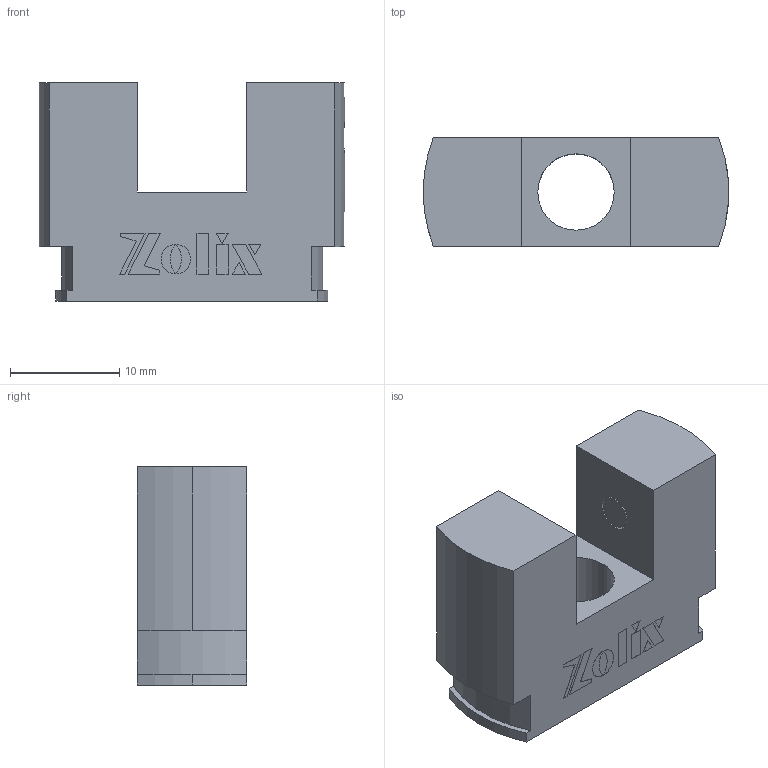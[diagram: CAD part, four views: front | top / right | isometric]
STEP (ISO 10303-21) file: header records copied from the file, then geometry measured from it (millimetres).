
FILE_DESCRIPTION (( 'STEP AP203' ), '1' );
FILE_NAME ('MAD25-CBH-10.STEP', '2022-07-15T00:51:02', ( '' ), ( '' ), 'SwSTEP 2.0', 'SolidWorks 2021', '' );
FILE_SCHEMA (( 'CONFIG_CONTROL_DESIGN' ));
Length unit declared in the file: millimetre
Products named in the file (1): MAD25-CBH-10
Bounding box: 28 x 10 x 20 mm (x, y, z)
Surface area: 2223.8 mm2 (no closed solid volume)
Topology: 0 solids, 3 shells, 89 faces, 431 edges, 338 vertices
Faces by surface type: plane 74, cylinder 15
Entity records: 4376 total; most frequent: CARTESIAN_POINT 913, DIRECTION 639, ORIENTED_EDGE 636, EDGE_CURVE 431, LINE 399, VECTOR 399, VERTEX_POINT 338, AXIS2_PLACEMENT_3D 120
